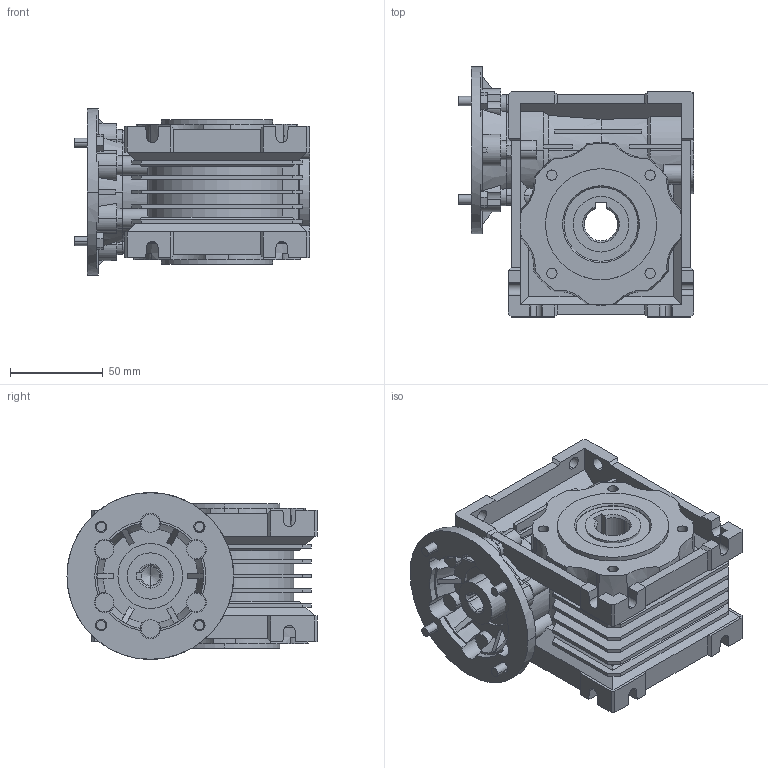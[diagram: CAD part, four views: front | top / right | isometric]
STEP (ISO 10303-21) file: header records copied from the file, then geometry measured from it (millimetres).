
FILE_DESCRIPTION (( 'STEP AP214' ), '1' );
FILE_NAME ('PMRV040_63_B14.STEP', '2018-05-29T09:49:52', ( 'admin' ), ( '' ), 'SwSTEP 2.0', 'SolidWorks 2018', '' );
FILE_SCHEMA (( 'AUTOMOTIVE_DESIGN' ));
Length unit declared in the file: millimetre
Products named in the file (1): PMRV040_63_B14
Bounding box: 127 x 135 x 90 mm (x, y, z)
Volume: 679906.6 mm3; surface area: 160070.2 mm2
Topology: 4 solids, 6 shells, 930 faces, 2508 edges, 1630 vertices
Faces by surface type: plane 538, cylinder 297, cone 88, bspline 7
Entity records: 30602 total; most frequent: CARTESIAN_POINT 6988, ORIENTED_EDGE 5012, DIRECTION 4924, EDGE_CURVE 2506, AXIS2_PLACEMENT_3D 1770, VERTEX_POINT 1630, LINE 1384, VECTOR 1384
